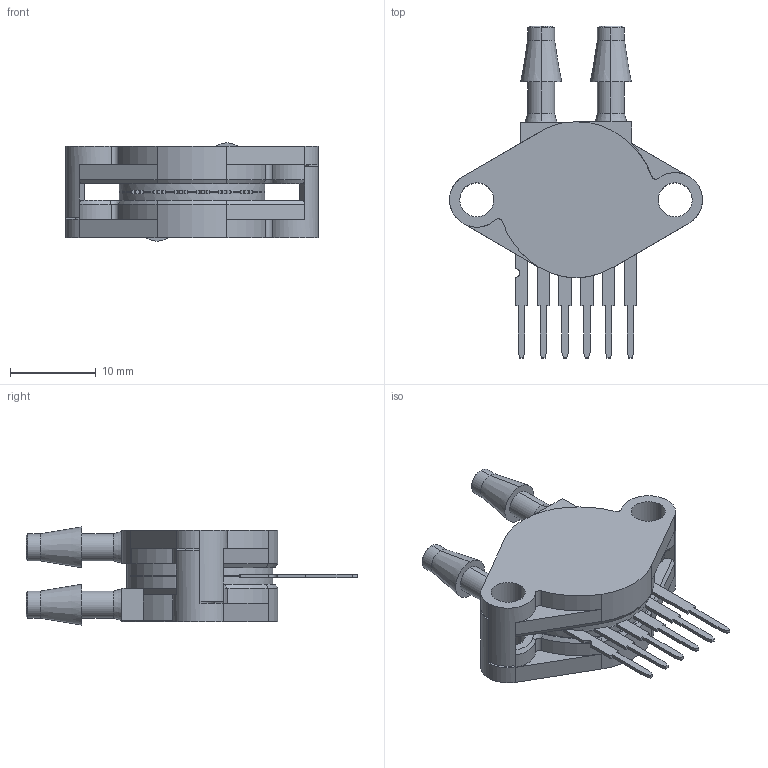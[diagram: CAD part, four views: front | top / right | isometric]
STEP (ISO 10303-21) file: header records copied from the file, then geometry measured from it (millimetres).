
FILE_DESCRIPTION (( 'STEP AP214' ), '1' );
FILE_NAME ('MPX5500DP.STEP', '2024-12-16T08:00:41', ( '' ), ( '' ), 'SwSTEP 2.0', 'SolidWorks 2022', '' );
FILE_SCHEMA (( 'AUTOMOTIVE_DESIGN' ));
Length unit declared in the file: millimetre
Products named in the file (1): MPX5500DP
Bounding box: 29.46 x 38.68 x 11.46 mm (x, y, z)
Volume: 3312.8 mm3; surface area: 3196 mm2
Topology: 8 solids, 8 shells, 262 faces, 684 edges, 438 vertices
Faces by surface type: plane 183, cylinder 59, cone 20
Entity records: 8093 total; most frequent: CARTESIAN_POINT 1397, DIRECTION 1386, ORIENTED_EDGE 1368, EDGE_CURVE 684, LINE 500, VECTOR 500, AXIS2_PLACEMENT_3D 443, VERTEX_POINT 438
